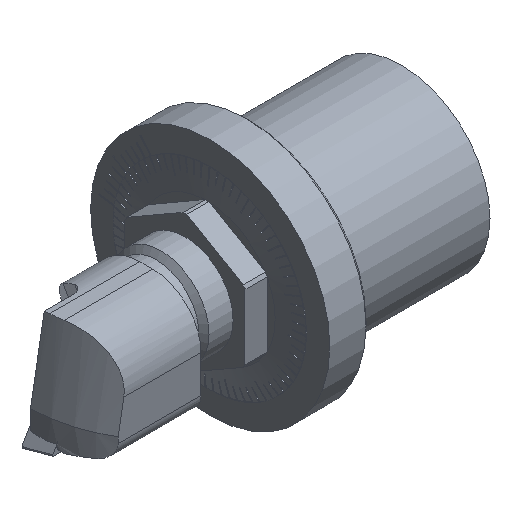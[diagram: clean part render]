
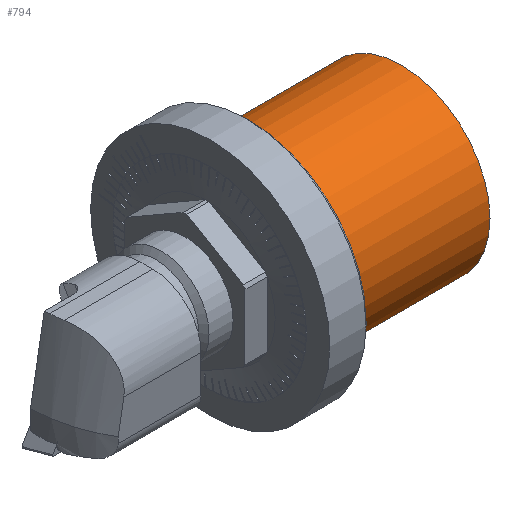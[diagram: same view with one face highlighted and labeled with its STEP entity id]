
A CAD part, isometric view. The second image highlights one B-rep face of the part: STEP entity #794.
In plain terms, the highlighted cylindrical face has radius 10.993 mm (diameter 21.986 mm), a full revolution.
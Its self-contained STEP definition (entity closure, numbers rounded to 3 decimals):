
#444=CYLINDRICAL_SURFACE('',#8394,10.993);
#497=FACE_BOUND('',#2016,.T.);
#498=FACE_BOUND('',#2017,.T.);
#551=CIRCLE('',#8388,10.993);
#553=CIRCLE('',#8391,10.993);
#794=ADVANCED_FACE('',(#497,#498),#444,.T.);
#2016=EDGE_LOOP('',(#2616));
#2017=EDGE_LOOP('',(#2617));
#2616=ORIENTED_EDGE('',*,*,#5685,.F.);
#2617=ORIENTED_EDGE('',*,*,#5683,.T.);
#4855=VERTEX_POINT('',#11484);
#4857=VERTEX_POINT('',#11489);
#5683=EDGE_CURVE('',#4855,#4855,#551,.T.);
#5685=EDGE_CURVE('',#4857,#4857,#553,.T.);
#8388=AXIS2_PLACEMENT_3D('',#11483,#9228,#9229);
#8391=AXIS2_PLACEMENT_3D('',#11488,#9234,#9235);
#8394=AXIS2_PLACEMENT_3D('',#11493,#9240,#9241);
#9228=DIRECTION('',(1.,0.,0.));
#9229=DIRECTION('',(0.,0.,-1.));
#9234=DIRECTION('',(1.,0.,0.));
#9235=DIRECTION('',(0.,0.,1.));
#9240=DIRECTION('',(1.,0.,0.));
#9241=DIRECTION('',(0.,0.,1.));
#11483=CARTESIAN_POINT('',(0.,0.,0.));
#11484=CARTESIAN_POINT('',(0.,0.,-10.993));
#11488=CARTESIAN_POINT('',(18.8,0.,0.));
#11489=CARTESIAN_POINT('',(18.8,0.,10.993));
#11493=CARTESIAN_POINT('',(87.976,0.,0.));
